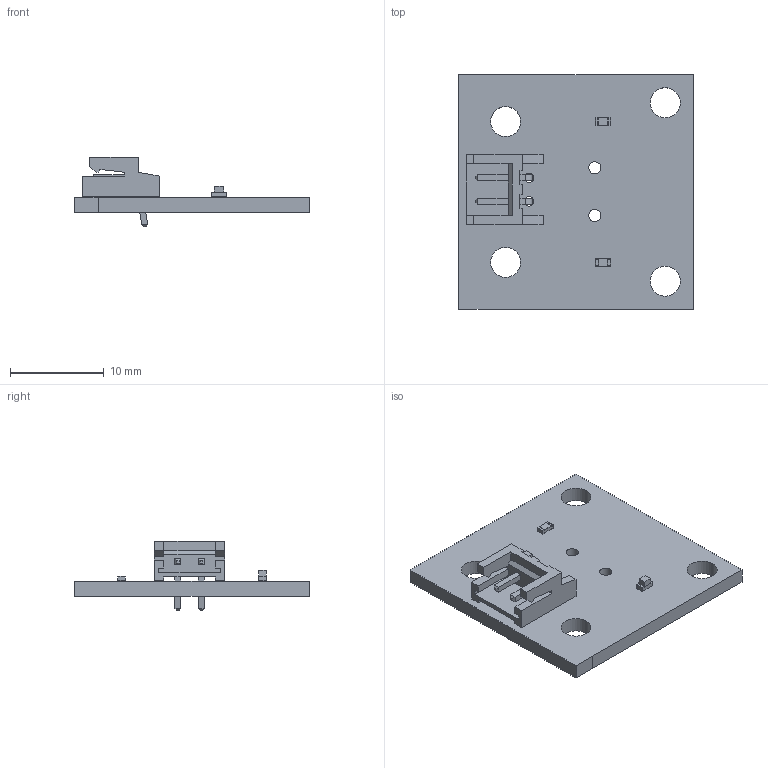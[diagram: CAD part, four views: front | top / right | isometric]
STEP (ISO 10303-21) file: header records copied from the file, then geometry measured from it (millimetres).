
FILE_DESCRIPTION(('KiCad electronic assembly'),'2;1');
FILE_NAME('EDAMAME_carrier_v3_sub.step','2019-02-10T17:11:38',( 'An Author'),('A Company'),'Open CASCADE STEP processor 6.8', 'KiCad to STEP converter','Unknown');
FILE_SCHEMA(('AUTOMOTIVE_DESIGN_CC2 { 1 2 10303 214 -1 1 5 4 }'));
Length unit declared in the file: millimetre
Products named in the file (9): Open CASCADE STEP translator 6.8 1; JST_EH_S02B-EH_1x02_P2.50mm_Horizontal; SOLID; LED_0603_1608Metric; R_0603_1608Metric; TerminalBlock_Pheonix_PT-3.5mm_2pol; COMPOUND
Assembly tree (8 placements, depth 3):
  Open CASCADE STEP translator 6.8 1
    JST_EH_S02B-EH_1x02_P2.50mm_Horizontal
      SOLID
    LED_0603_1608Metric
      SOLID
    R_0603_1608Metric
      SOLID
    TerminalBlock_Pheonix_PT-3.5mm_2pol
    COMPOUND
Bounding box: 25 x 25 x 7.4 mm (x, y, z)
Volume: 1038.5 mm3; surface area: 1759.1 mm2
Topology: 4 solids, 4 shells, 189 faces, 508 edges, 332 vertices
Faces by surface type: plane 161, cylinder 28
Full cylindrical faces by diameter (mm): 1 x2, 1.3 x2, 3.2 x4
Entity records: 15657 total; most frequent: CARTESIAN_POINT 4070, DIRECTION 1880, LINE 1332, VECTOR 1332, ORIENTED_EDGE 1016, PCURVE 1016, DEFINITIONAL_REPRESENTATION 1016, EDGE_CURVE 508
